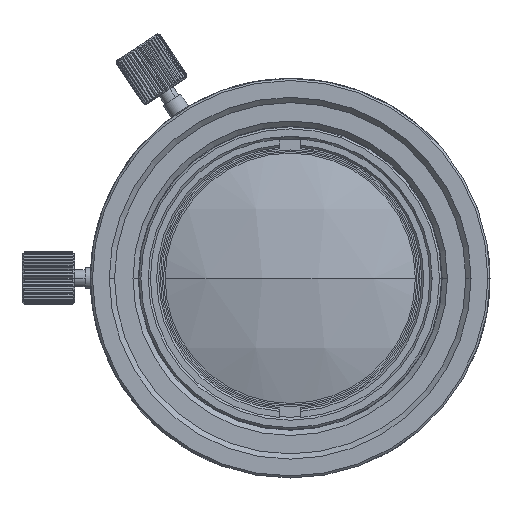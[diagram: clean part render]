
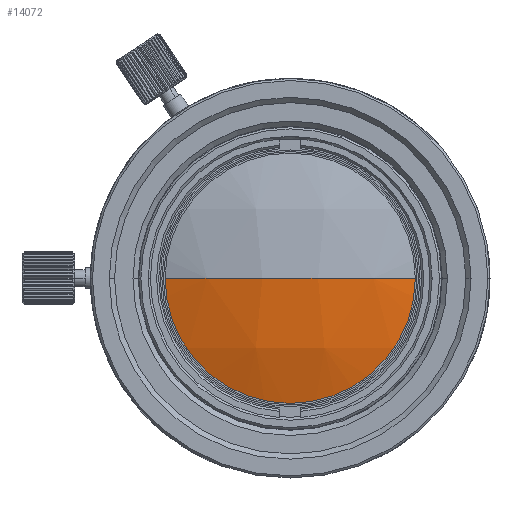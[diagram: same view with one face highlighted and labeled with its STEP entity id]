
A CAD part, left-side view. The second image highlights one B-rep face of the part: STEP entity #14072.
In plain terms, the highlighted spherical face has radius 37.12 mm.
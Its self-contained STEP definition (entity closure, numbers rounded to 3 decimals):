
#5770 = ORIENTED_EDGE ( 'NONE', *, *, #84654, .F. ) ;
#9658 = ORIENTED_EDGE ( 'NONE', *, *, #85801, .F. ) ;
#14072 = ADVANCED_FACE ( 'NONE', ( #34528 ), #62889, .T. ) ;
#14797 = CARTESIAN_POINT ( 'NONE',  ( 18.25, 0., 0. ) ) ;
#15258 = DIRECTION ( 'NONE',  ( -1., 0., 0. ) ) ;
#20556 = DIRECTION ( 'NONE',  ( 0., -1., 0. ) ) ;
#23037 = AXIS2_PLACEMENT_3D ( 'NONE', #91261, #55925, #20556 ) ;
#23399 = CIRCLE ( 'NONE', #47181, 13. ) ;
#27957 = CARTESIAN_POINT ( 'NONE',  ( -16.519, -13., 0. ) ) ;
#27968 = CIRCLE ( 'NONE', #65161, 37.12 ) ;
#28298 = DIRECTION ( 'NONE',  ( 0., 0., 1. ) ) ;
#32124 = CARTESIAN_POINT ( 'NONE',  ( -16.519, 13., 0. ) ) ;
#34528 = FACE_OUTER_BOUND ( 'NONE', #91486, .T. ) ;
#42188 = DIRECTION ( 'NONE',  ( 1., 0., 0. ) ) ;
#47181 = AXIS2_PLACEMENT_3D ( 'NONE', #91467, #42188, #78422 ) ;
#55925 = DIRECTION ( 'NONE',  ( 0., 0., -1. ) ) ;
#62244 = VERTEX_POINT ( 'NONE', #32124 ) ;
#62889 = SPHERICAL_SURFACE ( 'NONE', #23037, 37.12 ) ;
#65161 = AXIS2_PLACEMENT_3D ( 'NONE', #14797, #28298, #15258 ) ;
#78422 = DIRECTION ( 'NONE',  ( 0., -1., 0. ) ) ;
#83056 = VERTEX_POINT ( 'NONE', #27957 ) ;
#84654 = EDGE_CURVE ( 'NONE', #62244, #83056, #27968, .T. ) ;
#85801 = EDGE_CURVE ( 'NONE', #83056, #62244, #23399, .T. ) ;
#91261 = CARTESIAN_POINT ( 'NONE',  ( 18.25, 0., 0. ) ) ;
#91467 = CARTESIAN_POINT ( 'NONE',  ( -16.519, 0., 0. ) ) ;
#91486 = EDGE_LOOP ( 'NONE', ( #9658, #5770 ) ) ;
